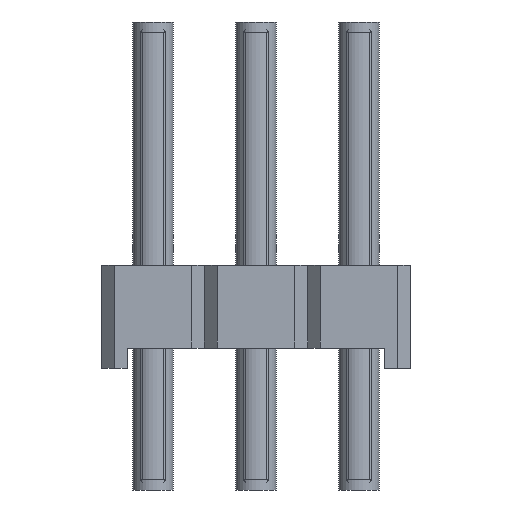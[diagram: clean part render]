
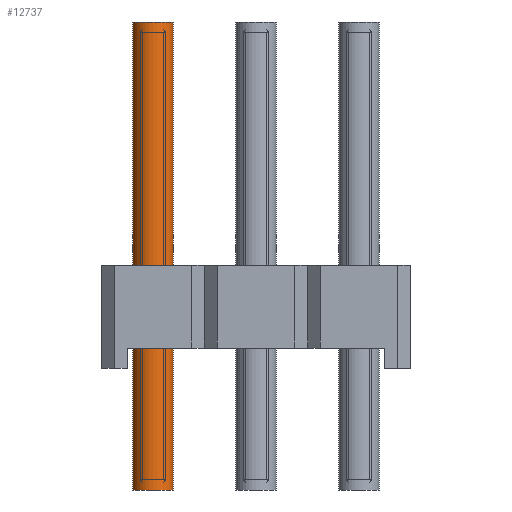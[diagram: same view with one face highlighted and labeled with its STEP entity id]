
A CAD part, left-side view. The second image highlights one B-rep face of the part: STEP entity #12737.
In plain terms, the highlighted cylindrical face has radius 0.5 mm (diameter 1 mm), a full revolution.
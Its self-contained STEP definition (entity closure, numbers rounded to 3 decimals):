
#263=CIRCLE('',#13428,0.5);
#264=CIRCLE('',#13429,0.5);
#756=CYLINDRICAL_SURFACE('',#13427,0.5);
#1109=ORIENTED_EDGE('',*,*,#4867,.F.);
#1110=ORIENTED_EDGE('',*,*,#4868,.T.);
#4867=EDGE_CURVE('',#6755,#6755,#263,.T.);
#4868=EDGE_CURVE('',#6756,#6756,#264,.T.);
#6755=VERTEX_POINT('',#18496);
#6756=VERTEX_POINT('',#18498);
#10823=EDGE_LOOP('',(#1109));
#10824=EDGE_LOOP('',(#1110));
#11583=FACE_BOUND('',#10823,.T.);
#11584=FACE_BOUND('',#10824,.T.);
#12737=ADVANCED_FACE('',(#11583,#11584),#756,.F.);
#13427=AXIS2_PLACEMENT_3D('',#18494,#14693,#14694);
#13428=AXIS2_PLACEMENT_3D('',#18495,#14695,#14696);
#13429=AXIS2_PLACEMENT_3D('',#18497,#14697,#14698);
#14693=DIRECTION('',(0.,0.,1.));
#14694=DIRECTION('',(1.,0.,0.));
#14695=DIRECTION('',(0.,0.,-1.));
#14696=DIRECTION('',(1.,0.,0.));
#14697=DIRECTION('',(0.,0.,-1.));
#14698=DIRECTION('',(1.,0.,0.));
#18494=CARTESIAN_POINT('',(0.,0.,0.));
#18495=CARTESIAN_POINT('',(0.,0.,11.54));
#18496=CARTESIAN_POINT('',(0.5,0.,11.54));
#18497=CARTESIAN_POINT('',(0.,0.,0.));
#18498=CARTESIAN_POINT('',(0.5,0.,0.));
